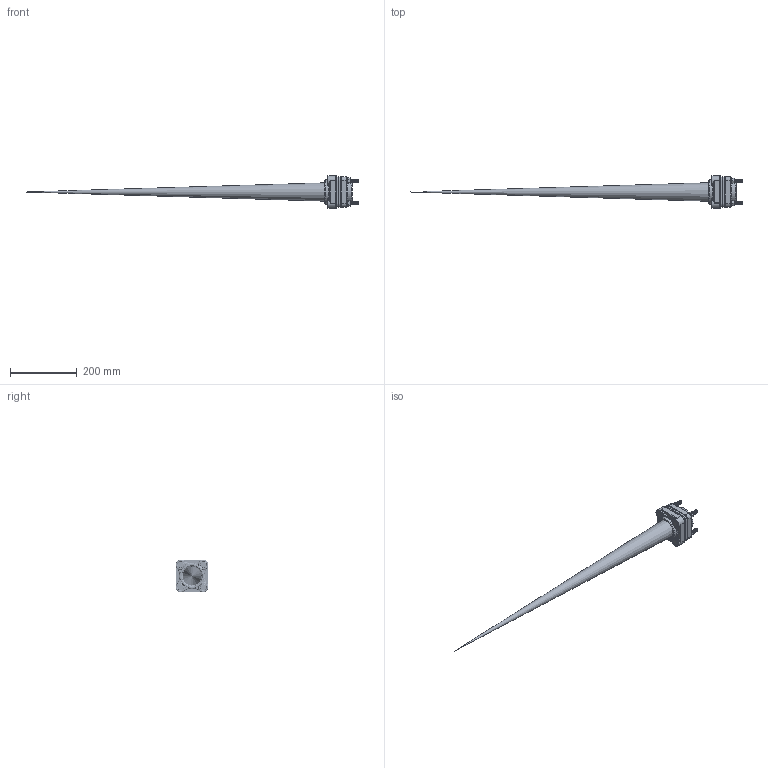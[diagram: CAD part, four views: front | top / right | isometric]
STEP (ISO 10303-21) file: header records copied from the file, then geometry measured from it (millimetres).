
FILE_DESCRIPTION(/* description */ ('2" BOLTED FLANGE, W/ 3" ALL-THREAD BOLTS'),/* implementation_level */ '2;1');
FILE_NAME(/* name */ 'BF230.stp',/* time_stamp */ '2020-03-16T10:53:36-04:00',/* author */ ('ETQ'),/* organization */ (''),/* preprocessor_version */ 'ST-DEVELOPER v17.2',/* originating_system */ 'Autodesk Inventor 2019',/* authorisation */ '');
FILE_SCHEMA (('AUTOMOTIVE_DESIGN { 1 0 10303 214 3 1 1 }'));
Length unit declared in the file: inch
Products named in the file (9): BF230; BF200GE; BF201A; BF304A; BF308; V20018; V20019; V20156; VL1004
Assembly tree (21 placements, depth 2):
  BF230
    BF200GE  x2
    BF201A
    BF304A  x4
    BF308  x4
    V20018  x4
    V20019  x4
    V20156
    VL1004
Bounding box: 991.95 x 96.07 x 96.07 mm (x, y, z)
Volume: 367435 mm3; surface area: 300378.7 mm2
Topology: 21 solids, 21 shells, 1628 faces, 4410 edges, 2837 vertices
Faces by surface type: cylinder 602, cone 566, plane 311, bspline 78, torus 67, sphere 4
Full cylindrical faces by diameter (mm): 8.236 x188, 9.525 x184, 9.652 x4, 10.312 x4, 10.414 x8, 18.161 x4, 18.847 x8, 19.05 x4, 57.15 x2, 72.898 x2
Entity records: 31766 total; most frequent: CARTESIAN_POINT 14374, ORIENTED_EDGE 3730, DIRECTION 3352, EDGE_CURVE 1865, AXIS2_PLACEMENT_3D 1277, VERTEX_POINT 1197, LINE 798, VECTOR 798
